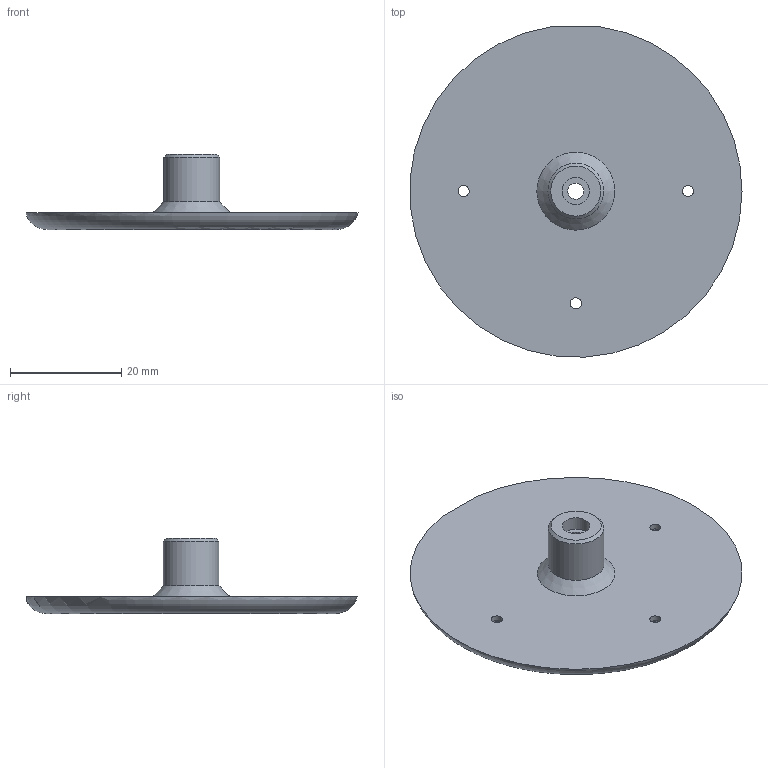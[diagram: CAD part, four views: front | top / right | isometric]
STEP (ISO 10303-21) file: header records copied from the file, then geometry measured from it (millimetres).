
FILE_DESCRIPTION(/* description */ (''),/* implementation_level */ '2;1');
FILE_NAME(/* name */ '底座下盖.step',/* time_stamp */ '2022-03-15T10:46:11+08:00',/* author */ (''),/* organization */ (''),/* preprocessor_version */ 'ST-DEVELOPER v18.1',/* originating_system */ 'Autodesk Translation Framework v10.13.0.1454',/* authorisation */ '');
FILE_SCHEMA (('AUTOMOTIVE_DESIGN { 1 0 10303 214 3 1 1 }'));
Length unit declared in the file: millimetre
Products named in the file (1): 底座下盖
Bounding box: 59.67 x 59.37 x 13.5 mm (x, y, z)
Volume: 8198.1 mm3; surface area: 6467.9 mm2
Topology: 1 solids, 1 shells, 26 faces, 48 edges, 30 vertices
Faces by surface type: cylinder 10, plane 9, cone 6, torus 1
Full cylindrical faces by diameter (mm): 2 x3, 2.9 x1, 4.9 x1, 6 x3, 6.9 x1, 10 x1
Entity records: 721 total; most frequent: DIRECTION 131, CARTESIAN_POINT 118, ORIENTED_EDGE 96, AXIS2_PLACEMENT_3D 57, EDGE_CURVE 48, EDGE_LOOP 40, CIRCLE 30, VERTEX_POINT 30
